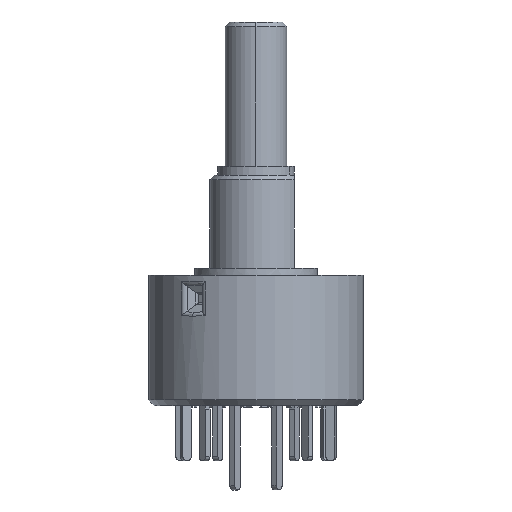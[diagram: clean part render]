
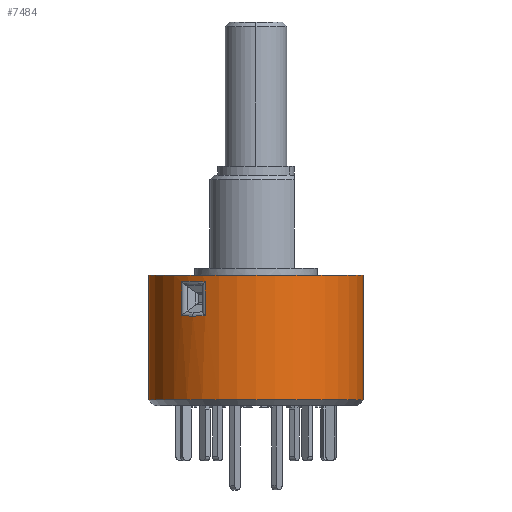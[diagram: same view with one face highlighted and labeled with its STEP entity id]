
A CAD part, left-side view. The second image highlights one B-rep face of the part: STEP entity #7484.
In plain terms, the highlighted cylindrical face has radius 7 mm (diameter 14 mm), a partial arc.
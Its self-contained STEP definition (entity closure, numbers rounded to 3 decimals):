
#814 = ORIENTED_EDGE ( 'NONE', *, *, #9294, .T. ) ;
#1167 = DIRECTION ( 'NONE',  ( 0., 0., 1. ) ) ;
#1297 = CARTESIAN_POINT ( 'NONE',  ( -6.163, 3.319, -0.888 ) ) ;
#1379 = ORIENTED_EDGE ( 'NONE', *, *, #2243, .T. ) ;
#1401 = DIRECTION ( 'NONE',  ( 0., 0., -1. ) ) ;
#1633 = CARTESIAN_POINT ( 'NONE',  ( 0., -7., -0.45 ) ) ;
#1950 = ORIENTED_EDGE ( 'NONE', *, *, #12162, .F. ) ;
#2111 = VECTOR ( 'NONE', #2509, 1000. ) ;
#2243 = EDGE_CURVE ( 'NONE', #7681, #4812, #5356, .T. ) ;
#2509 = DIRECTION ( 'NONE',  ( 0., 0., 1. ) ) ;
#2708 = FACE_BOUND ( 'NONE', #8758, .T. ) ;
#3361 = CARTESIAN_POINT ( 'NONE',  ( 0., 0., -0.45 ) ) ;
#3461 = ORIENTED_EDGE ( 'NONE', *, *, #6281, .F. ) ;
#3480 = CARTESIAN_POINT ( 'NONE',  ( -6.015, 3.595, -3.117 ) ) ;
#3510 = AXIS2_PLACEMENT_3D ( 'NONE', #8441, #1167, #8347 ) ;
#3690 = LINE ( 'NONE', #9491, #9416 ) ;
#4028 = CARTESIAN_POINT ( 'NONE',  ( -5.061, 4.836, -0.888 ) ) ;
#4261 = VERTEX_POINT ( 'NONE', #12114 ) ;
#4310 = CARTESIAN_POINT ( 'NONE',  ( 0., 0., -8.574 ) ) ;
#4526 = DIRECTION ( 'NONE',  ( 0., 0., -1. ) ) ;
#4812 = VERTEX_POINT ( 'NONE', #12954 ) ;
#4879 = ORIENTED_EDGE ( 'NONE', *, *, #14410, .T. ) ;
#5356 = LINE ( 'NONE', #15025, #2111 ) ;
#5874 = CARTESIAN_POINT ( 'NONE',  ( 0., -7., -8.574 ) ) ;
#6036 = ORIENTED_EDGE ( 'NONE', *, *, #12849, .T. ) ;
#6281 = EDGE_CURVE ( 'NONE', #6417, #13101, #13213, .T. ) ;
#6417 = VERTEX_POINT ( 'NONE', #15940 ) ;
#6521 = EDGE_LOOP ( 'NONE', ( #1950, #3461, #6036, #814 ) ) ;
#6542 = AXIS2_PLACEMENT_3D ( 'NONE', #4310, #10571, #11842 ) ;
#6905 = ORIENTED_EDGE ( 'NONE', *, *, #8228, .T. ) ;
#6942 = CARTESIAN_POINT ( 'NONE',  ( -6.163, 3.319, -3.094 ) ) ;
#7275 = VERTEX_POINT ( 'NONE', #7520 ) ;
#7447 = CARTESIAN_POINT ( 'NONE',  ( -5.061, 4.836, -3.094 ) ) ;
#7484 = ADVANCED_FACE ( 'NONE', ( #10165, #2708 ), #8455, .T. ) ;
#7520 = CARTESIAN_POINT ( 'NONE',  ( 0., 7., -8.574 ) ) ;
#7555 = CARTESIAN_POINT ( 'NONE',  ( -5.479, 4.368, -3.129 ) ) ;
#7681 = VERTEX_POINT ( 'NONE', #7447 ) ;
#7737 = EDGE_CURVE ( 'NONE', #9034, #15931, #13491, .T. ) ;
#7804 = VECTOR ( 'NONE', #12086, 1000. ) ;
#8228 = EDGE_CURVE ( 'NONE', #4812, #9034, #15399, .T. ) ;
#8347 = DIRECTION ( 'NONE',  ( 0., -1., 0. ) ) ;
#8433 = AXIS2_PLACEMENT_3D ( 'NONE', #3361, #4526, #10467 ) ;
#8441 = CARTESIAN_POINT ( 'NONE',  ( 0., 0., -0.45 ) ) ;
#8455 = CYLINDRICAL_SURFACE ( 'NONE', #8433, 7. ) ;
#8731 = CARTESIAN_POINT ( 'NONE',  ( -5.848, 3.861, -3.129 ) ) ;
#8758 = EDGE_LOOP ( 'NONE', ( #4879, #14008, #1379, #6905, #15587 ) ) ;
#8910 = CARTESIAN_POINT ( 'NONE',  ( -5.495, 4.381, -0.841 ) ) ;
#8983 = VECTOR ( 'NONE', #1401, 1000. ) ;
#9034 = VERTEX_POINT ( 'NONE', #1297 ) ;
#9294 = EDGE_CURVE ( 'NONE', #7275, #10627, #13629, .T. ) ;
#9416 = VECTOR ( 'NONE', #10905, 1000. ) ;
#9491 = CARTESIAN_POINT ( 'NONE',  ( 0., -7., -0.45 ) ) ;
#10019 = CARTESIAN_POINT ( 'NONE',  ( -5.061, 4.836, -3.094 ) ) ;
#10165 = FACE_OUTER_BOUND ( 'NONE', #6521, .T. ) ;
#10467 = DIRECTION ( 'NONE',  ( 0., 1., 0. ) ) ;
#10509 = LINE ( 'NONE', #10761, #7804 ) ;
#10571 = DIRECTION ( 'NONE',  ( 0., 0., 1. ) ) ;
#10627 = VERTEX_POINT ( 'NONE', #5874 ) ;
#10761 = CARTESIAN_POINT ( 'NONE',  ( 0., 7., -0.45 ) ) ;
#10895 =( BOUNDED_CURVE ( )  B_SPLINE_CURVE ( 3, ( #12504, #7555, #11075, #10019 ),
 .UNSPECIFIED., .F., .T. ) 
 B_SPLINE_CURVE_WITH_KNOTS ( ( 4, 4 ),
 ( 0., 0.134 ),
 .UNSPECIFIED. ) 
 CURVE ( )  GEOMETRIC_REPRESENTATION_ITEM ( )  RATIONAL_B_SPLINE_CURVE ( ( 1., 0.998, 0.998, 1. ) ) 
 REPRESENTATION_ITEM ( '' )  );
#10905 = DIRECTION ( 'NONE',  ( 0., 0., -1. ) ) ;
#11075 = CARTESIAN_POINT ( 'NONE',  ( -5.278, 4.609, -3.117 ) ) ;
#11235 = CARTESIAN_POINT ( 'NONE',  ( -5.663, 4.114, -3.129 ) ) ;
#11624 = EDGE_CURVE ( 'NONE', #4261, #7681, #10895, .T. ) ;
#11842 = DIRECTION ( 'NONE',  ( 0., -1., 0. ) ) ;
#12086 = DIRECTION ( 'NONE',  ( 0., 0., -1. ) ) ;
#12114 = CARTESIAN_POINT ( 'NONE',  ( -5.663, 4.114, -3.129 ) ) ;
#12162 = EDGE_CURVE ( 'NONE', #13101, #10627, #3690, .T. ) ;
#12504 = CARTESIAN_POINT ( 'NONE',  ( -5.663, 4.114, -3.129 ) ) ;
#12633 = CARTESIAN_POINT ( 'NONE',  ( -6.163, 3.319, -0.888 ) ) ;
#12849 = EDGE_CURVE ( 'NONE', #6417, #7275, #10509, .T. ) ;
#12954 = CARTESIAN_POINT ( 'NONE',  ( -5.061, 4.836, -0.888 ) ) ;
#13101 = VERTEX_POINT ( 'NONE', #1633 ) ;
#13187 =( BOUNDED_CURVE ( )  B_SPLINE_CURVE ( 3, ( #13541, #3480, #8731, #11235 ),
 .UNSPECIFIED., .F., .T. ) 
 B_SPLINE_CURVE_WITH_KNOTS ( ( 4, 4 ),
 ( 6.149, 6.283 ),
 .UNSPECIFIED. ) 
 CURVE ( )  GEOMETRIC_REPRESENTATION_ITEM ( )  RATIONAL_B_SPLINE_CURVE ( ( 1., 0.998, 0.998, 1. ) ) 
 REPRESENTATION_ITEM ( '' )  );
#13213 = CIRCLE ( 'NONE', #3510, 7. ) ;
#13491 = LINE ( 'NONE', #13529, #8983 ) ;
#13529 = CARTESIAN_POINT ( 'NONE',  ( -6.163, 3.319, -0.45 ) ) ;
#13541 = CARTESIAN_POINT ( 'NONE',  ( -6.163, 3.319, -3.094 ) ) ;
#13629 = CIRCLE ( 'NONE', #6542, 7. ) ;
#14008 = ORIENTED_EDGE ( 'NONE', *, *, #11624, .T. ) ;
#14410 = EDGE_CURVE ( 'NONE', #15931, #4261, #13187, .T. ) ;
#15025 = CARTESIAN_POINT ( 'NONE',  ( -5.061, 4.836, -0.45 ) ) ;
#15102 = CARTESIAN_POINT ( 'NONE',  ( -5.865, 3.872, -0.841 ) ) ;
#15399 =( BOUNDED_CURVE ( )  B_SPLINE_CURVE ( 3, ( #4028, #8910, #15102, #12633 ),
 .UNSPECIFIED., .F., .T. ) 
 B_SPLINE_CURVE_WITH_KNOTS ( ( 4, 4 ),
 ( 3.007, 3.276 ),
 .UNSPECIFIED. ) 
 CURVE ( )  GEOMETRIC_REPRESENTATION_ITEM ( )  RATIONAL_B_SPLINE_CURVE ( ( 1., 0.994, 0.994, 1. ) ) 
 REPRESENTATION_ITEM ( '' )  );
#15587 = ORIENTED_EDGE ( 'NONE', *, *, #7737, .T. ) ;
#15931 = VERTEX_POINT ( 'NONE', #6942 ) ;
#15940 = CARTESIAN_POINT ( 'NONE',  ( 0., 7., -0.45 ) ) ;
